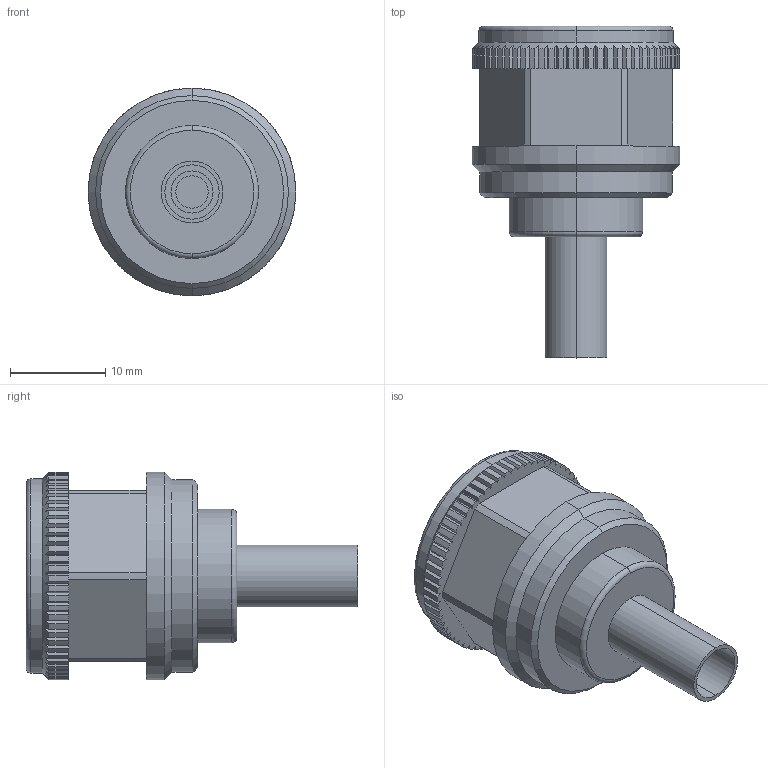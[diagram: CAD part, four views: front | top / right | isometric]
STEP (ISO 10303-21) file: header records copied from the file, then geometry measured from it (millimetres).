
FILE_DESCRIPTION (( 'STEP AP214' ), '1' );
FILE_NAME ('PE44788.STEP', '2018-02-08T21:19:06', ( '' ), ( '' ), 'SwSTEP 2.0', 'SolidWorks 2017', '' );
FILE_SCHEMA (( 'AUTOMOTIVE_DESIGN' ));
Length unit declared in the file: inch
Products named in the file (1): PE44788
Bounding box: 21.78 x 34.8 x 21.78 mm (x, y, z)
Volume: 4801.3 mm3; surface area: 4007.3 mm2
Topology: 2 solids, 2 shells, 298 faces, 834 edges, 549 vertices
Faces by surface type: plane 165, cylinder 107, cone 17, torus 6, bspline 3
Entity records: 10830 total; most frequent: CARTESIAN_POINT 3096, ORIENTED_EDGE 1668, DIRECTION 1495, EDGE_CURVE 834, VERTEX_POINT 549, AXIS2_PLACEMENT_3D 533, LINE 429, VECTOR 429
